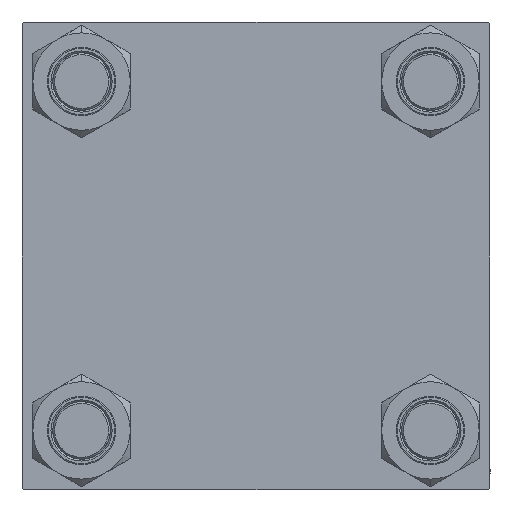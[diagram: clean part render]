
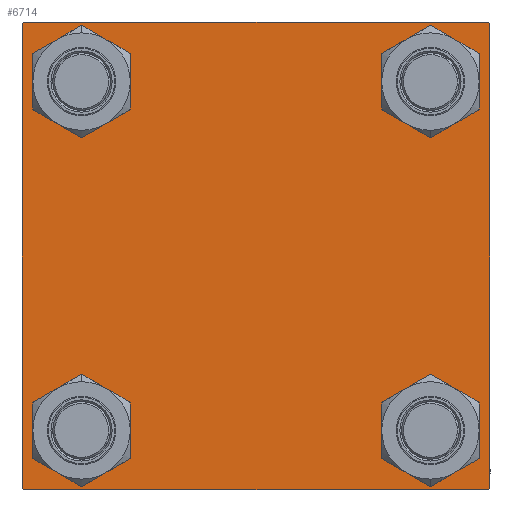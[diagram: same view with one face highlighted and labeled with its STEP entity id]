
A CAD part, left-side view. The second image highlights one B-rep face of the part: STEP entity #6714.
In plain terms, the highlighted planar face has unit normal (-1, 0, 0).
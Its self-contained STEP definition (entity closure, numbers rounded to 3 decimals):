
#105 = VECTOR ( 'NONE', #5365, 1000. ) ;
#358 = DIRECTION ( 'NONE',  ( 1., 0., 0. ) ) ;
#867 = LINE ( 'NONE', #16505, #18068 ) ;
#1835 = ORIENTED_EDGE ( 'NONE', *, *, #43143, .F. ) ;
#1836 = ORIENTED_EDGE ( 'NONE', *, *, #47553, .T. ) ;
#2227 = CARTESIAN_POINT ( 'NONE',  ( 0., 65., 64.5 ) ) ;
#2325 = ORIENTED_EDGE ( 'NONE', *, *, #25086, .T. ) ;
#2499 = FACE_BOUND ( 'NONE', #34439, .T. ) ;
#2506 = AXIS2_PLACEMENT_3D ( 'NONE', #18700, #42245, #38147 ) ;
#2750 = FACE_BOUND ( 'NONE', #32179, .T. ) ;
#3082 = EDGE_CURVE ( 'NONE', #16933, #34969, #31419, .T. ) ;
#4185 = DIRECTION ( 'NONE',  ( 0., -1., 0. ) ) ;
#4264 = CARTESIAN_POINT ( 'NONE',  ( 0., -65., -64.5 ) ) ;
#5100 = VECTOR ( 'NONE', #27483, 1000. ) ;
#5365 = DIRECTION ( 'NONE',  ( 0., -0.707, -0.707 ) ) ;
#5454 = EDGE_LOOP ( 'NONE', ( #15878, #35690 ) ) ;
#5788 = CARTESIAN_POINT ( 'NONE',  ( 0., 65., -64.5 ) ) ;
#6188 = DIRECTION ( 'NONE',  ( 1., 0., 0. ) ) ;
#6581 = LINE ( 'NONE', #37833, #14651 ) ;
#6714 = ADVANCED_FACE ( 'NONE', ( #18639, #2750, #2499, #18151, #37338 ), #49121, .T. ) ;
#6941 = ORIENTED_EDGE ( 'NONE', *, *, #20262, .F. ) ;
#6999 = AXIS2_PLACEMENT_3D ( 'NONE', #34459, #41152, #26028 ) ;
#7008 = DIRECTION ( 'NONE',  ( 0., 0., 1. ) ) ;
#7356 = VERTEX_POINT ( 'NONE', #5788 ) ;
#7471 = CIRCLE ( 'NONE', #25486, 8.5 ) ;
#7544 = EDGE_LOOP ( 'NONE', ( #8644, #2325 ) ) ;
#7654 = CARTESIAN_POINT ( 'NONE',  ( 0., -48.45, 39.95 ) ) ;
#8369 = ORIENTED_EDGE ( 'NONE', *, *, #44726, .T. ) ;
#8518 = EDGE_CURVE ( 'NONE', #44589, #35781, #33266, .T. ) ;
#8539 = DIRECTION ( 'NONE',  ( 0., 0.707, -0.707 ) ) ;
#8644 = ORIENTED_EDGE ( 'NONE', *, *, #3082, .T. ) ;
#8680 = EDGE_CURVE ( 'NONE', #30183, #27906, #23634, .T. ) ;
#9317 = AXIS2_PLACEMENT_3D ( 'NONE', #41285, #6188, #22073 ) ;
#9545 = EDGE_CURVE ( 'NONE', #17712, #13948, #14370, .T. ) ;
#9726 = CARTESIAN_POINT ( 'NONE',  ( 0., 48.45, -56.95 ) ) ;
#9810 = AXIS2_PLACEMENT_3D ( 'NONE', #35434, #358, #12123 ) ;
#9913 = ORIENTED_EDGE ( 'NONE', *, *, #45744, .T. ) ;
#9985 = ORIENTED_EDGE ( 'NONE', *, *, #27275, .T. ) ;
#10182 = CARTESIAN_POINT ( 'NONE',  ( 0., 0., 0. ) ) ;
#10533 = DIRECTION ( 'NONE',  ( 1., 0., 0. ) ) ;
#12077 = CARTESIAN_POINT ( 'NONE',  ( 0., 48.45, -39.95 ) ) ;
#12123 = DIRECTION ( 'NONE',  ( 0., 0., 1. ) ) ;
#12307 = AXIS2_PLACEMENT_3D ( 'NONE', #26241, #33668, #7008 ) ;
#13327 = LINE ( 'NONE', #47630, #105 ) ;
#13948 = VERTEX_POINT ( 'NONE', #9726 ) ;
#14091 = ORIENTED_EDGE ( 'NONE', *, *, #9545, .T. ) ;
#14248 = VERTEX_POINT ( 'NONE', #28144 ) ;
#14370 = CIRCLE ( 'NONE', #6999, 8.5 ) ;
#14529 = DIRECTION ( 'NONE',  ( 0., -0.707, 0.707 ) ) ;
#14651 = VECTOR ( 'NONE', #14529, 1000. ) ;
#14874 = VERTEX_POINT ( 'NONE', #27282 ) ;
#15878 = ORIENTED_EDGE ( 'NONE', *, *, #8518, .T. ) ;
#16284 = VERTEX_POINT ( 'NONE', #2227 ) ;
#16505 = CARTESIAN_POINT ( 'NONE',  ( 0., 64.75, 64.75 ) ) ;
#16933 = VERTEX_POINT ( 'NONE', #22585 ) ;
#17140 = ORIENTED_EDGE ( 'NONE', *, *, #50569, .T. ) ;
#17712 = VERTEX_POINT ( 'NONE', #12077 ) ;
#18068 = VECTOR ( 'NONE', #8539, 1000. ) ;
#18151 = FACE_BOUND ( 'NONE', #5454, .T. ) ;
#18639 = FACE_BOUND ( 'NONE', #7544, .T. ) ;
#18700 = CARTESIAN_POINT ( 'NONE',  ( 0., -48.45, -48.45 ) ) ;
#20262 = EDGE_CURVE ( 'NONE', #14248, #27906, #22973, .T. ) ;
#20452 = CARTESIAN_POINT ( 'NONE',  ( 0., -64.5, -65. ) ) ;
#22073 = DIRECTION ( 'NONE',  ( 0., 0., 1. ) ) ;
#22333 = EDGE_CURVE ( 'NONE', #50151, #14874, #35237, .T. ) ;
#22432 = DIRECTION ( 'NONE',  ( 0., 0., 1. ) ) ;
#22585 = CARTESIAN_POINT ( 'NONE',  ( 0., -48.45, 56.95 ) ) ;
#22717 = CARTESIAN_POINT ( 'NONE',  ( 0., 65., 65. ) ) ;
#22973 = LINE ( 'NONE', #22717, #27820 ) ;
#23634 = LINE ( 'NONE', #43845, #45513 ) ;
#25086 = EDGE_CURVE ( 'NONE', #34969, #16933, #33546, .T. ) ;
#25486 = AXIS2_PLACEMENT_3D ( 'NONE', #33855, #10533, #45130 ) ;
#26028 = DIRECTION ( 'NONE',  ( 0., 0., 1. ) ) ;
#26158 = CARTESIAN_POINT ( 'NONE',  ( 0., -65., 64.5 ) ) ;
#26241 = CARTESIAN_POINT ( 'NONE',  ( 0., -48.45, 48.45 ) ) ;
#26257 = EDGE_CURVE ( 'NONE', #14248, #16284, #867, .T. ) ;
#27224 = LINE ( 'NONE', #39505, #44235 ) ;
#27231 = DIRECTION ( 'NONE',  ( 1., 0., 0. ) ) ;
#27275 = EDGE_CURVE ( 'NONE', #27938, #29100, #50531, .T. ) ;
#27282 = CARTESIAN_POINT ( 'NONE',  ( 0., -48.45, -39.95 ) ) ;
#27483 = DIRECTION ( 'NONE',  ( 0., 0., -1. ) ) ;
#27820 = VECTOR ( 'NONE', #42428, 1000. ) ;
#27906 = VERTEX_POINT ( 'NONE', #49643 ) ;
#27938 = VERTEX_POINT ( 'NONE', #42215 ) ;
#28144 = CARTESIAN_POINT ( 'NONE',  ( 0., 64.5, 65. ) ) ;
#29100 = VERTEX_POINT ( 'NONE', #20452 ) ;
#30183 = VERTEX_POINT ( 'NONE', #26158 ) ;
#31419 = CIRCLE ( 'NONE', #9317, 8.5 ) ;
#32179 = EDGE_LOOP ( 'NONE', ( #9913, #37869 ) ) ;
#33266 = CIRCLE ( 'NONE', #50449, 8.5 ) ;
#33546 = CIRCLE ( 'NONE', #12307, 8.5 ) ;
#33666 = CARTESIAN_POINT ( 'NONE',  ( 0., 48.45, 56.95 ) ) ;
#33668 = DIRECTION ( 'NONE',  ( 1., 0., 0. ) ) ;
#33855 = CARTESIAN_POINT ( 'NONE',  ( 0., 48.45, 48.45 ) ) ;
#34439 = EDGE_LOOP ( 'NONE', ( #14091, #8369 ) ) ;
#34459 = CARTESIAN_POINT ( 'NONE',  ( 0., 48.45, -48.45 ) ) ;
#34969 = VERTEX_POINT ( 'NONE', #7654 ) ;
#35237 = CIRCLE ( 'NONE', #41740, 8.5 ) ;
#35404 = DIRECTION ( 'NONE',  ( 0., 0.707, 0.707 ) ) ;
#35434 = CARTESIAN_POINT ( 'NONE',  ( 0., 48.45, -48.45 ) ) ;
#35690 = ORIENTED_EDGE ( 'NONE', *, *, #48313, .T. ) ;
#35781 = VERTEX_POINT ( 'NONE', #48929 ) ;
#37292 = AXIS2_PLACEMENT_3D ( 'NONE', #10182, #49859, #45024 ) ;
#37338 = FACE_OUTER_BOUND ( 'NONE', #41181, .T. ) ;
#37833 = CARTESIAN_POINT ( 'NONE',  ( 0., -64.75, -64.75 ) ) ;
#37869 = ORIENTED_EDGE ( 'NONE', *, *, #22333, .T. ) ;
#38058 = ORIENTED_EDGE ( 'NONE', *, *, #38531, .T. ) ;
#38147 = DIRECTION ( 'NONE',  ( 0., 0., 1. ) ) ;
#38531 = EDGE_CURVE ( 'NONE', #29100, #38602, #6581, .T. ) ;
#38602 = VERTEX_POINT ( 'NONE', #4264 ) ;
#39264 = LINE ( 'NONE', #43100, #5100 ) ;
#39307 = CIRCLE ( 'NONE', #9810, 8.5 ) ;
#39505 = CARTESIAN_POINT ( 'NONE',  ( 0., -65., 65. ) ) ;
#40893 = CARTESIAN_POINT ( 'NONE',  ( 0., -48.45, -56.95 ) ) ;
#41152 = DIRECTION ( 'NONE',  ( 1., 0., 0. ) ) ;
#41181 = EDGE_LOOP ( 'NONE', ( #17140, #1836, #9985, #38058, #1835, #41484, #6941, #44543 ) ) ;
#41285 = CARTESIAN_POINT ( 'NONE',  ( 0., -48.45, 48.45 ) ) ;
#41484 = ORIENTED_EDGE ( 'NONE', *, *, #8680, .T. ) ;
#41740 = AXIS2_PLACEMENT_3D ( 'NONE', #45717, #45975, #22432 ) ;
#42215 = CARTESIAN_POINT ( 'NONE',  ( 0., 64.5, -65. ) ) ;
#42245 = DIRECTION ( 'NONE',  ( 1., 0., 0. ) ) ;
#42428 = DIRECTION ( 'NONE',  ( 0., -1., 0. ) ) ;
#42590 = CARTESIAN_POINT ( 'NONE',  ( 0., 48.45, 48.45 ) ) ;
#42838 = DIRECTION ( 'NONE',  ( 0., 0., -1. ) ) ;
#43100 = CARTESIAN_POINT ( 'NONE',  ( 0., 65., 65. ) ) ;
#43143 = EDGE_CURVE ( 'NONE', #30183, #38602, #27224, .T. ) ;
#43422 = CIRCLE ( 'NONE', #2506, 8.5 ) ;
#43845 = CARTESIAN_POINT ( 'NONE',  ( 0., -64.75, 64.75 ) ) ;
#44235 = VECTOR ( 'NONE', #42838, 1000. ) ;
#44543 = ORIENTED_EDGE ( 'NONE', *, *, #26257, .T. ) ;
#44589 = VERTEX_POINT ( 'NONE', #33666 ) ;
#44726 = EDGE_CURVE ( 'NONE', #13948, #17712, #39307, .T. ) ;
#45024 = DIRECTION ( 'NONE',  ( 0., 0., 1. ) ) ;
#45130 = DIRECTION ( 'NONE',  ( 0., 0., 1. ) ) ;
#45513 = VECTOR ( 'NONE', #35404, 1000. ) ;
#45717 = CARTESIAN_POINT ( 'NONE',  ( 0., -48.45, -48.45 ) ) ;
#45744 = EDGE_CURVE ( 'NONE', #14874, #50151, #43422, .T. ) ;
#45975 = DIRECTION ( 'NONE',  ( 1., 0., 0. ) ) ;
#46184 = CARTESIAN_POINT ( 'NONE',  ( 0., 65., -65. ) ) ;
#47548 = VECTOR ( 'NONE', #4185, 1000. ) ;
#47553 = EDGE_CURVE ( 'NONE', #7356, #27938, #13327, .T. ) ;
#47630 = CARTESIAN_POINT ( 'NONE',  ( 0., 64.75, -64.75 ) ) ;
#48313 = EDGE_CURVE ( 'NONE', #35781, #44589, #7471, .T. ) ;
#48929 = CARTESIAN_POINT ( 'NONE',  ( 0., 48.45, 39.95 ) ) ;
#49073 = DIRECTION ( 'NONE',  ( 0., 0., 1. ) ) ;
#49121 = PLANE ( 'NONE',  #37292 ) ;
#49643 = CARTESIAN_POINT ( 'NONE',  ( 0., -64.5, 65. ) ) ;
#49859 = DIRECTION ( 'NONE',  ( -1., 0., 0. ) ) ;
#50151 = VERTEX_POINT ( 'NONE', #40893 ) ;
#50449 = AXIS2_PLACEMENT_3D ( 'NONE', #42590, #27231, #49073 ) ;
#50531 = LINE ( 'NONE', #46184, #47548 ) ;
#50569 = EDGE_CURVE ( 'NONE', #16284, #7356, #39264, .T. ) ;
